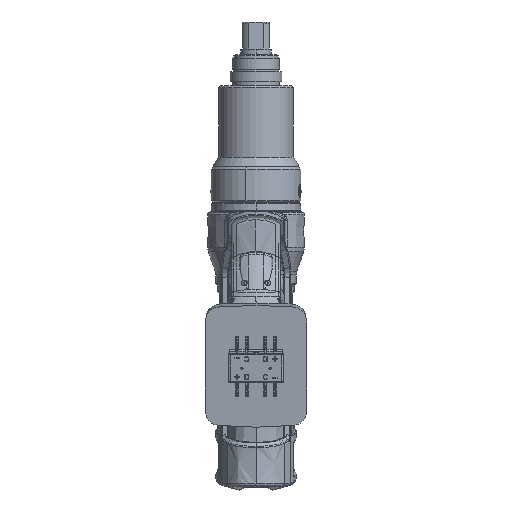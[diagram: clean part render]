
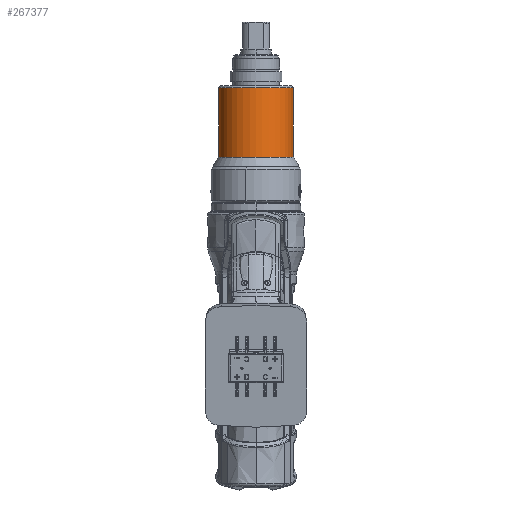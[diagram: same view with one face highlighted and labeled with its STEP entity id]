
A CAD part, front view. The second image highlights one B-rep face of the part: STEP entity #267377.
In plain terms, the highlighted cylindrical face has radius 27 mm (diameter 54 mm), a partial arc.
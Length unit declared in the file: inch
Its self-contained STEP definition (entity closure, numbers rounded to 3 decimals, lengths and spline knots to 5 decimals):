
#264795=CARTESIAN_POINT('',(0.,0.11812,
3.17828));
#264796=DIRECTION('',(0.,0.,1.));
#264797=DIRECTION('',(-1.,0.,0.));
#264798=AXIS2_PLACEMENT_3D('',#264795,#264796,#264797);
#264815=DIRECTION('',(0.,0.,-1.));
#264816=VECTOR('',#264815,1.97133);
#264817=CARTESIAN_POINT('',(-1.06299,0.11812,
5.14961));
#264818=LINE('',#264817,#264816);
#264819=DIRECTION('',(0.,0.,-1.));
#264820=VECTOR('',#264819,1.97133);
#264821=CARTESIAN_POINT('',(1.06299,0.11812,
5.14961));
#264822=LINE('',#264821,#264820);
#264823=CARTESIAN_POINT('',(0.,0.11812,
5.14961));
#264824=DIRECTION('',(0.,0.,1.));
#264825=DIRECTION('',(-1.,0.,0.));
#264826=AXIS2_PLACEMENT_3D('',#264823,#264824,#264825);
#266059=CARTESIAN_POINT('',(-1.06299,0.11812,
5.14961));
#266060=CARTESIAN_POINT('',(1.06299,0.11812,
5.14961));
#266061=VERTEX_POINT('',#266059);
#266062=VERTEX_POINT('',#266060);
#266067=CARTESIAN_POINT('',(-1.06299,0.11812,
3.17828));
#266068=VERTEX_POINT('',#266067);
#266069=CARTESIAN_POINT('',(1.063,0.11812,
3.17828));
#266070=VERTEX_POINT('',#266069);
#267365=CARTESIAN_POINT('',(0.,0.11813,
2.41536));
#267366=DIRECTION('',(0.,0.,1.));
#267367=DIRECTION('',(1.,0.,0.));
#267368=AXIS2_PLACEMENT_3D('',#267365,#267366,#267367);
#267369=CYLINDRICAL_SURFACE('',#267368,1.06299);
#267370=ORIENTED_EDGE('',*,*,#267355,.F.);
#267372=ORIENTED_EDGE('',*,*,#267371,.T.);
#267373=ORIENTED_EDGE('',*,*,#267358,.T.);
#267374=ORIENTED_EDGE('',*,*,#267305,.F.);
#267375=EDGE_LOOP('',(#267370,#267372,#267373,#267374));
#267376=FACE_OUTER_BOUND('',#267375,.F.);
#267377=ADVANCED_FACE('',(#267376),#267369,.T.);
#264799=CIRCLE('',#264798,1.06299);
#264827=CIRCLE('',#264826,1.06299);
#267305=EDGE_CURVE('',#266068,#266070,#264799,.T.);
#267355=EDGE_CURVE('',#266061,#266068,#264818,.T.);
#267358=EDGE_CURVE('',#266062,#266070,#264822,.T.);
#267371=EDGE_CURVE('',#266061,#266062,#264827,.T.);
